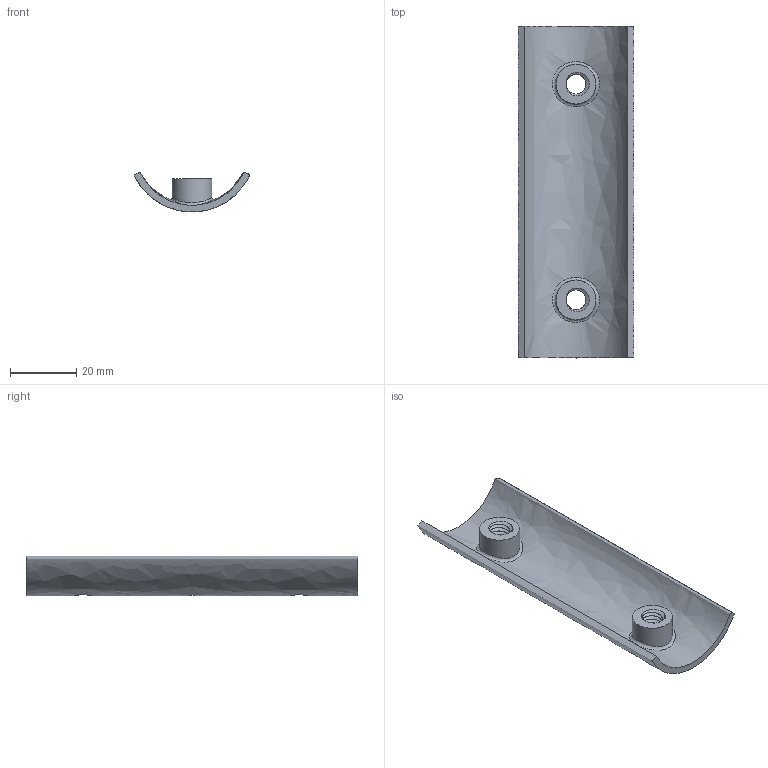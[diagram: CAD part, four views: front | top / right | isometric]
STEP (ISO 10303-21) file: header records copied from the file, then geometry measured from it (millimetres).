
FILE_DESCRIPTION(/* description */ (''),/* implementation_level */ '2;1');
FILE_NAME(/* name */ 'Konterplatte_X234.stp',/* time_stamp */ '2017-07-09T17:17:31+02:00',/* author */ (''),/* organization */ (''),/* preprocessor_version */ 'ST-DEVELOPER v16',/* originating_system */ 'SIEMENS PLM Software NX 11.0',/* authorisation */ '');
FILE_SCHEMA (('AUTOMOTIVE_DESIGN { 1 0 10303 214 3 1 1 1 }'));
Length unit declared in the file: millimetre
Products named in the file (1): Goge0EC46D65twzm
Bounding box: 34.86 x 100 x 12 mm (x, y, z)
Volume: 7932.2 mm3; surface area: 10063.8 mm2
Topology: 1 solids, 1 shells, 18 faces, 43 edges, 29 vertices
Faces by surface type: bspline 8, cylinder 6, plane 4
Full cylindrical faces by diameter (mm): 12 x2
Entity records: 6579 total; most frequent: CARTESIAN_POINT 6232, ORIENTED_EDGE 72, EDGE_CURVE 36, DIRECTION 34, B_SPLINE_CURVE_WITH_KNOTS 30, EDGE_LOOP 28, VERTEX_POINT 26, ADVANCED_FACE 18
